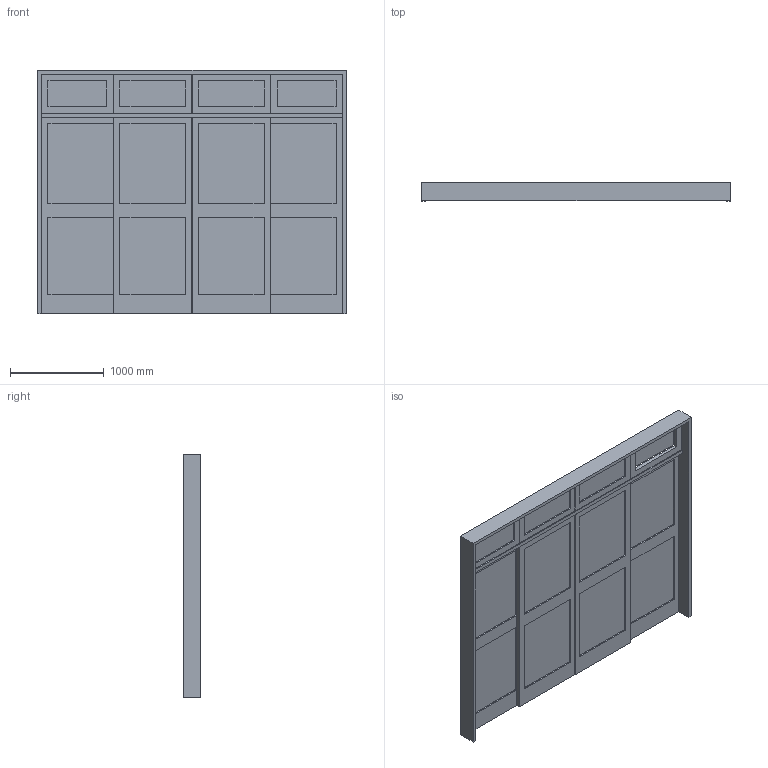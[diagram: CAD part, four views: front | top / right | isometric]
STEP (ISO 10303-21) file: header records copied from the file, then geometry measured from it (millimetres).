
FILE_DESCRIPTION(('FreeCAD Model'),'2;1');
FILE_NAME('Slinding door 4 sheets with glass and transom.step','2016-10-04T10:58:35',('Author'),(''), 'Open CASCADE STEP processor 6.8','FreeCAD','Unknown');
FILE_SCHEMA(('AUTOMOTIVE_DESIGN_CC2 { 1 2 10303 214 -1 1 5 4 }'));
Length unit declared in the file: millimetre
Products named in the file (2): ASSEMBLY; Slinding_door_4_sheets_with_glass_and_transom
Assembly tree (1 placements, depth 2):
  ASSEMBLY
    Slinding_door_4_sheets_with_glass_and_transom
Bounding box: 3300 x 190 x 2600 mm (x, y, z)
Volume: 248083680 mm3; surface area: 24453912 mm2
Topology: 22 solids, 22 shells, 184 faces, 420 edges, 280 vertices
Faces by surface type: plane 184
Entity records: 11849 total; most frequent: CARTESIAN_POINT 1726, DIRECTION 1632, LINE 1260, VECTOR 1260, ORIENTED_EDGE 840, PCURVE 840, DEFINITIONAL_REPRESENTATION 840, EDGE_CURVE 420
